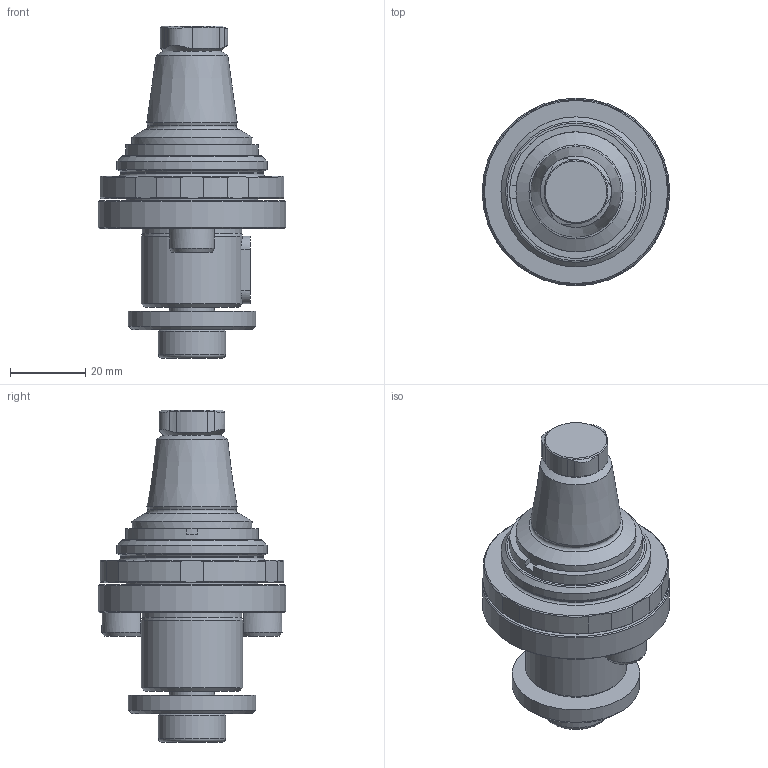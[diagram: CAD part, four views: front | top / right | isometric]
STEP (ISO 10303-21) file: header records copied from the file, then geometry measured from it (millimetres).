
FILE_DESCRIPTION(/* description */ ('Unknown'),/* implementation_level */ '2;1');
FILE_NAME(/* name */ '320225027',/* time_stamp */ '2020-07-10T11:17:22+02:00',/* author */ ('WTO KS'),/* organization */ ('WTO'),/* preprocessor_version */ 'ST-DEVELOPER v16.7',/* originating_system */ 'DEX',/* authorisation */ $);
FILE_SCHEMA (('AUTOMOTIVE_DESIGN {1 0 10303 214 3 1 1}'));
Length unit declared in the file: millimetre
Products named in the file (1): 088903_320225027_vereinfacht_STP_00415487
Bounding box: 50 x 50 x 88.5 mm (x, y, z)
Volume: 67957.9 mm3; surface area: 16331.9 mm2
Topology: 1 solids, 1 shells, 111 faces, 278 edges, 175 vertices
Faces by surface type: cylinder 49, plane 35, cone 22, torus 5
Full cylindrical faces by diameter (mm): 12 x1, 18 x1, 26.6 x1, 27 x1, 30 x1, 30.8 x1, 32 x1, 34 x1, 35 x1, 35.4 x1, 38.1 x1, 40 x1, 50 x1
Entity records: 3118 total; most frequent: CARTESIAN_POINT 717, DIRECTION 478, ORIENTED_EDGE 460, EDGE_CURVE 230, AXIS2_PLACEMENT_3D 202, VERTEX_POINT 161, EDGE_LOOP 155, FACE_BOUND 155
